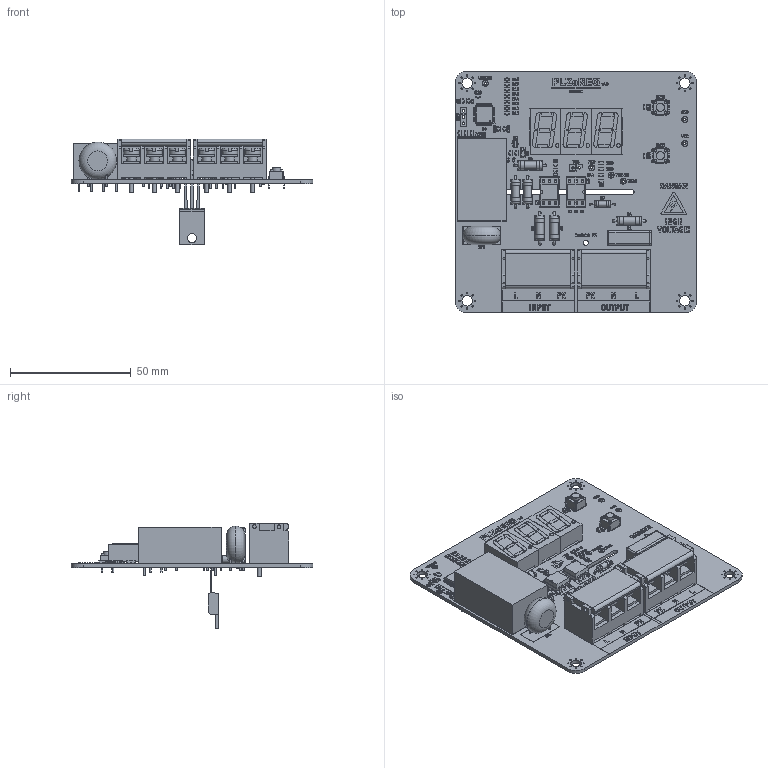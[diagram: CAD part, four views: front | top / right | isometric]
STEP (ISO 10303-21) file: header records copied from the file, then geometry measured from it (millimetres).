
FILE_DESCRIPTION(('KiCad electronic assembly'),'2;1');
FILE_NAME('plzoreg.step','2025-12-07T22:15:08',('Pcbnew'),('Kicad'), 'Open CASCADE STEP processor 7.5','KiCad to STEP converter','Unknown' );
FILE_SCHEMA(('AUTOMOTIVE_DESIGN { 1 0 10303 214 1 1 1 1 }'));
Length unit declared in the file: millimetre
Products named in the file (29): plzoreg 1; C_0805_2012Metric; R_0805_2012Metric; HB-9500-3P; cover; Part 4; Part 3; contact 1; body; SOT-23; RV_Disc_D15.5mm_W7.5mm_P7.5mm; 7SegmentLED_LTS6760_LTS6780; R_Axial_DIN0411_L9.9mm_D3.6mm_P12.70mm_Horizontal; D_SOD-123; R_Axial_DIN0207_L6.3mm_D2.5mm_P10.16mm_Horizontal; HLK-PM01; HLK-PM01-ac2; HLK-PM01-vo-; HLK-PM01-vo+; HLK-PM01-ac1; HLK-PM01-body; SW_PUSH_6mm_H5mm; DIP-6_W8.89mm_SMDSocket; C_Rect_L18.0mm_W6.0mm_P15.00mm_FKS3_FKP3; LQFP-32_7x7mm_P0.8mm; TO-220-3_Vertical; plzoreg_silkscreen; plzoreg_PCB
Assembly tree (62 placements, depth 3):
  plzoreg 1
    C_0805_2012Metric  x13
    R_0805_2012Metric  x13
    HB-9500-3P  x2
      cover
      Part 4
      Part 3
      contact 1
      body
    SOT-23
    RV_Disc_D15.5mm_W7.5mm_P7.5mm
    7SegmentLED_LTS6760_LTS6780  x3
    R_Axial_DIN0411_L9.9mm_D3.6mm_P12.70mm_Horizontal  x6
    D_SOD-123
    R_Axial_DIN0207_L6.3mm_D2.5mm_P10.16mm_Horizontal
    HLK-PM01
      HLK-PM01-ac2
      HLK-PM01-vo-
      HLK-PM01-vo+
      HLK-PM01-ac1
      HLK-PM01-body
    SW_PUSH_6mm_H5mm  x2
    DIP-6_W8.89mm_SMDSocket  x2
    C_Rect_L18.0mm_W6.0mm_P15.00mm_FKS3_FKP3
    LQFP-32_7x7mm_P0.8mm
    TO-220-3_Vertical
    plzoreg_silkscreen
    plzoreg_silkscreen
    plzoreg_PCB
Bounding box: 100 x 100 x 43.76 mm (x, y, z)
Volume: 46311.5 mm3; surface area: 42803.9 mm2
Topology: 62 solids, 393 shells, 3061 faces, 11856 edges, 9381 vertices
Faces by surface type: plane 2072, cylinder 843, bspline 96, torus 46, sphere 4
Full cylindrical faces by diameter (mm): 0.5 x30, 0.6 x40, 0.72 x2, 0.8 x58, 0.9 x6, 1 x16, 1.016 x3, 1.1 x11, 1.2 x14, 1.5 x27, 1.9 x6, 2.15 x1, 2.25 x1, 2.5 x2, 3.24 x6, 3.5 x2, 3.6 x12, 3.735 x1, 4 x6, 4.3 x4, 6.6 x6, 15.5 x1
Entity records: 88740 total; most frequent: CARTESIAN_POINT 18266, DIRECTION 14249, ORIENTED_EDGE 12339, EDGE_CURVE 8623, VERTEX_POINT 7287, LINE 6245, VECTOR 6245, AXIS2_PLACEMENT_3D 4002
